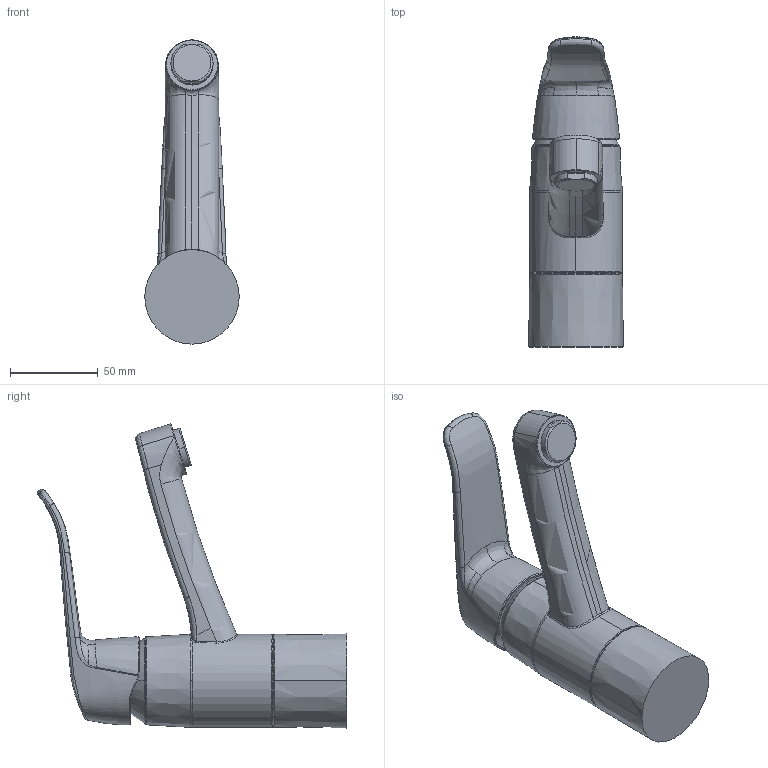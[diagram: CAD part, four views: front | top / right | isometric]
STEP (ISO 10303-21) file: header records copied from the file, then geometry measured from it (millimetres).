
FILE_DESCRIPTION (( 'STEP AP203' ), '1' );
FILE_NAME ('5715F(2018)+46152206.STEP', '2019-04-05T09:11:04', ( '' ), ( '' ), 'SwSTEP 2.0', 'SolidWorks 2016', '' );
FILE_SCHEMA (( 'CONFIG_CONTROL_DESIGN' ));
Length unit declared in the file: millimetre
Products named in the file (1): 5715F(2018)+46152206
Bounding box: 53.73 x 176.16 x 173.01 mm (x, y, z)
Volume: 412859.9 mm3; surface area: 47514 mm2
Topology: 1 solids, 1 shells, 134 faces, 332 edges, 203 vertices
Faces by surface type: bspline 79, torus 22, cylinder 14, plane 13, cone 6
Entity records: 15260 total; most frequent: CARTESIAN_POINT 12628, ORIENTED_EDGE 664, DIRECTION 347, EDGE_CURVE 332, VERTEX_POINT 203, B_SPLINE_CURVE_WITH_KNOTS 194, AXIS2_PLACEMENT_3D 159, EDGE_LOOP 137
